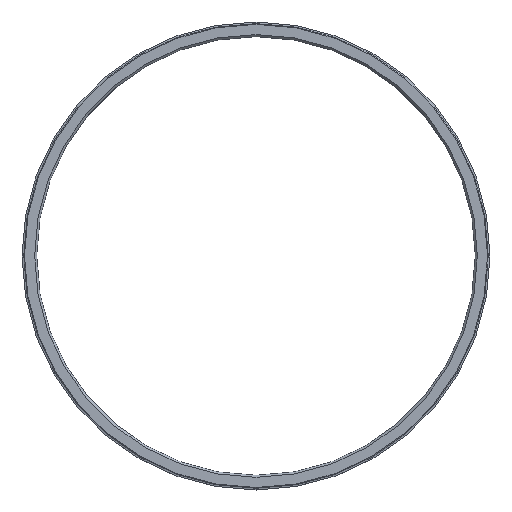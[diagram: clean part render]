
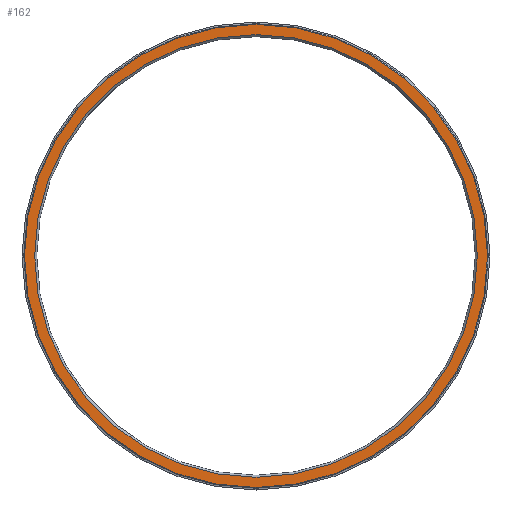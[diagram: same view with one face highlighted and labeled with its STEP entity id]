
A CAD part, top view. The second image highlights one B-rep face of the part: STEP entity #162.
In plain terms, the highlighted planar face has unit normal (0, 0, 1).
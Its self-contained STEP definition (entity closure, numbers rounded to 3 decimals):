
#20=FACE_BOUND('',#39,.T.);
#22=PLANE('',#201);
#27=FACE_OUTER_BOUND('',#38,.T.);
#38=EDGE_LOOP('',(#128));
#39=EDGE_LOOP('',(#129));
#65=CIRCLE('',#198,67.063);
#68=CIRCLE('',#202,64.1);
#80=VERTEX_POINT('',#291);
#83=VERTEX_POINT('',#299);
#96=EDGE_CURVE('',#80,#80,#65,.T.);
#100=EDGE_CURVE('',#83,#83,#68,.T.);
#128=ORIENTED_EDGE('',*,*,#96,.F.);
#129=ORIENTED_EDGE('',*,*,#100,.F.);
#162=ADVANCED_FACE('',(#27,#20),#22,.T.);
#198=AXIS2_PLACEMENT_3D('',#292,#237,#238);
#201=AXIS2_PLACEMENT_3D('',#298,#244,#245);
#202=AXIS2_PLACEMENT_3D('',#300,#246,#247);
#237=DIRECTION('center_axis',(0.,0.,-1.));
#238=DIRECTION('ref_axis',(1.,0.,0.));
#244=DIRECTION('center_axis',(0.,0.,1.));
#245=DIRECTION('ref_axis',(1.,0.,0.));
#246=DIRECTION('center_axis',(0.,0.,1.));
#247=DIRECTION('ref_axis',(-1.,0.,0.));
#291=CARTESIAN_POINT('',(-67.063,0.,12.7));
#292=CARTESIAN_POINT('Origin',(0.,0.,12.7));
#298=CARTESIAN_POINT('Origin',(0.,0.,12.7));
#299=CARTESIAN_POINT('',(64.1,0.,12.7));
#300=CARTESIAN_POINT('Origin',(0.,0.,12.7));
